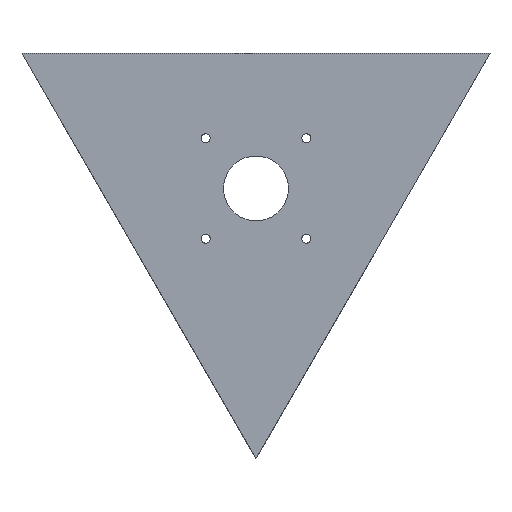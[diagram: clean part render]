
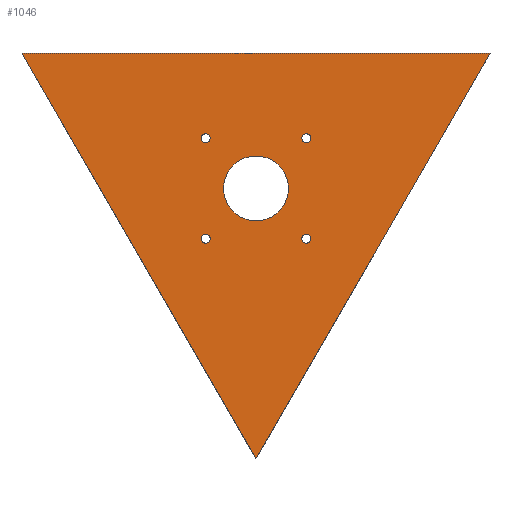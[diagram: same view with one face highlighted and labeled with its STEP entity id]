
A CAD part, front view. The second image highlights one B-rep face of the part: STEP entity #1046.
In plain terms, the highlighted planar face has unit normal (0, -1, 0).
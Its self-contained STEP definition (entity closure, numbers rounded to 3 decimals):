
#21=FACE_BOUND('',#158,.T.);
#22=FACE_BOUND('',#159,.T.);
#23=FACE_BOUND('',#160,.T.);
#24=FACE_BOUND('',#161,.T.);
#25=FACE_BOUND('',#162,.T.);
#94=FACE_OUTER_BOUND('',#157,.T.);
#157=EDGE_LOOP('',(#868,#869,#870));
#158=EDGE_LOOP('',(#871));
#159=EDGE_LOOP('',(#872));
#160=EDGE_LOOP('',(#873));
#161=EDGE_LOOP('',(#874));
#162=EDGE_LOOP('',(#875));
#197=CIRCLE('',#1139,9.);
#198=CIRCLE('',#1140,1.225);
#199=CIRCLE('',#1141,1.225);
#200=CIRCLE('',#1142,1.225);
#201=CIRCLE('',#1143,1.225);
#296=LINE('',#1676,#409);
#300=LINE('',#1684,#413);
#303=LINE('',#1689,#416);
#409=VECTOR('',#1378,10.);
#413=VECTOR('',#1384,10.);
#416=VECTOR('',#1389,10.);
#502=VERTEX_POINT('',#1674);
#503=VERTEX_POINT('',#1675);
#506=VERTEX_POINT('',#1683);
#508=VERTEX_POINT('',#1692);
#509=VERTEX_POINT('',#1694);
#510=VERTEX_POINT('',#1696);
#511=VERTEX_POINT('',#1698);
#512=VERTEX_POINT('',#1700);
#634=EDGE_CURVE('',#502,#503,#296,.T.);
#638=EDGE_CURVE('',#506,#502,#300,.T.);
#641=EDGE_CURVE('',#503,#506,#303,.T.);
#643=EDGE_CURVE('',#508,#508,#197,.T.);
#644=EDGE_CURVE('',#509,#509,#198,.T.);
#645=EDGE_CURVE('',#510,#510,#199,.T.);
#646=EDGE_CURVE('',#511,#511,#200,.T.);
#647=EDGE_CURVE('',#512,#512,#201,.T.);
#868=ORIENTED_EDGE('',*,*,#641,.T.);
#869=ORIENTED_EDGE('',*,*,#638,.T.);
#870=ORIENTED_EDGE('',*,*,#634,.T.);
#871=ORIENTED_EDGE('',*,*,#643,.T.);
#872=ORIENTED_EDGE('',*,*,#644,.T.);
#873=ORIENTED_EDGE('',*,*,#645,.T.);
#874=ORIENTED_EDGE('',*,*,#646,.T.);
#875=ORIENTED_EDGE('',*,*,#647,.T.);
#994=PLANE('',#1138);
#1046=ADVANCED_FACE('',(#94,#21,#22,#23,#24,#25),#994,.T.);
#1138=AXIS2_PLACEMENT_3D('',#1691,#1391,#1392);
#1139=AXIS2_PLACEMENT_3D('',#1693,#1393,#1394);
#1140=AXIS2_PLACEMENT_3D('',#1695,#1395,#1396);
#1141=AXIS2_PLACEMENT_3D('',#1697,#1397,#1398);
#1142=AXIS2_PLACEMENT_3D('',#1699,#1399,#1400);
#1143=AXIS2_PLACEMENT_3D('',#1701,#1401,#1402);
#1378=DIRECTION('',(0.5,0.,-0.866));
#1384=DIRECTION('',(-1.,0.,0.));
#1389=DIRECTION('',(0.5,0.,0.866));
#1391=DIRECTION('center_axis',(0.,-1.,0.));
#1392=DIRECTION('ref_axis',(0.,0.,-1.));
#1393=DIRECTION('center_axis',(0.,1.,0.));
#1394=DIRECTION('ref_axis',(1.,0.,0.));
#1395=DIRECTION('center_axis',(0.,1.,0.));
#1396=DIRECTION('ref_axis',(1.,0.,0.));
#1397=DIRECTION('center_axis',(0.,1.,0.));
#1398=DIRECTION('ref_axis',(1.,0.,0.));
#1399=DIRECTION('center_axis',(0.,1.,0.));
#1400=DIRECTION('ref_axis',(1.,0.,0.));
#1401=DIRECTION('center_axis',(0.,1.,0.));
#1402=DIRECTION('ref_axis',(1.,0.,0.));
#1674=CARTESIAN_POINT('',(-64.952,-0.5,37.5));
#1675=CARTESIAN_POINT('',(0.,-0.5,-75.));
#1676=CARTESIAN_POINT('',(-4.158,-0.5,-67.799));
#1683=CARTESIAN_POINT('',(64.952,-0.5,37.5));
#1684=CARTESIAN_POINT('',(-54.763,-0.5,37.5));
#1689=CARTESIAN_POINT('',(61.423,-0.5,31.388));
#1691=CARTESIAN_POINT('Origin',(0.,-0.5,-15.));
#1692=CARTESIAN_POINT('',(-9.,-0.5,0.));
#1693=CARTESIAN_POINT('Origin',(0.,-0.5,0.));
#1694=CARTESIAN_POINT('',(-15.175,-0.5,-13.95));
#1695=CARTESIAN_POINT('Origin',(-13.95,-0.5,-13.95));
#1696=CARTESIAN_POINT('',(12.725,-0.5,13.95));
#1697=CARTESIAN_POINT('Origin',(13.95,-0.5,13.95));
#1698=CARTESIAN_POINT('',(-15.175,-0.5,13.95));
#1699=CARTESIAN_POINT('Origin',(-13.95,-0.5,13.95));
#1700=CARTESIAN_POINT('',(12.725,-0.5,-13.95));
#1701=CARTESIAN_POINT('Origin',(13.95,-0.5,-13.95));
